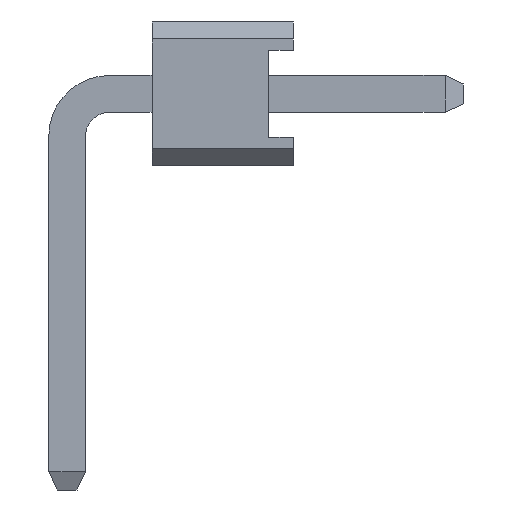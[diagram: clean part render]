
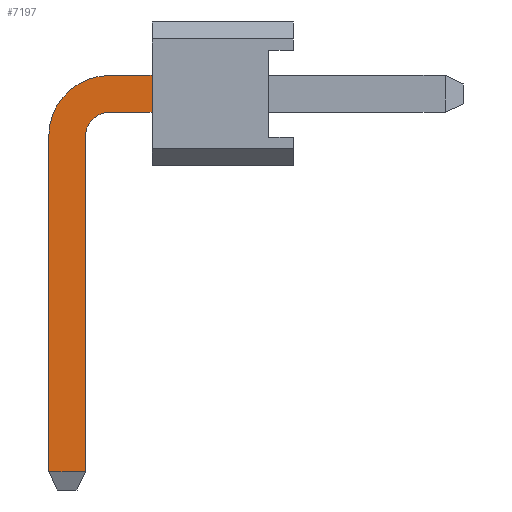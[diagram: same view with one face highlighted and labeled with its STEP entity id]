
A CAD part, left-side view. The second image highlights one B-rep face of the part: STEP entity #7197.
In plain terms, the highlighted planar face has unit normal (-1, 0, 0).
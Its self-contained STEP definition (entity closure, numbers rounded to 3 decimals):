
#884 = CARTESIAN_POINT ( 'NONE',  ( -0.325, 2.5, 0.325 ) ) ;
#885 = CARTESIAN_POINT ( 'NONE',  ( -0.325, 2.5, -0.325 ) ) ;
#886 = DIRECTION ( 'NONE',  ( 0., 0., 1. ) ) ;
#887 = VECTOR ( 'NONE', #886, 1000. ) ;
#888 = CARTESIAN_POINT ( 'NONE',  ( -0.325, 2.5, -1.27 ) ) ;
#889 = LINE ( 'NONE', #888, #887 ) ;
#2607 = CARTESIAN_POINT ( 'NONE',  ( -0.325, 3.25, -6.678 ) ) ;
#2608 = LINE ( 'NONE', #2607, #2665 ) ;
#2609 = CARTESIAN_POINT ( 'NONE',  ( -0.325, 4.325, -6.678 ) ) ;
#2610 = CARTESIAN_POINT ( 'NONE',  ( -0.325, 4.325, -0.75 ) ) ;
#2611 = DIRECTION ( 'NONE',  ( 0., 0., -1. ) ) ;
#2612 = VECTOR ( 'NONE', #2611, 1000. ) ;
#2613 = CARTESIAN_POINT ( 'NONE',  ( -0.325, 4.325, -0.75 ) ) ;
#2614 = DIRECTION ( 'NONE',  ( 0., 0., -1. ) ) ;
#2615 = DIRECTION ( 'NONE',  ( 1., 0., 0. ) ) ;
#2616 = CARTESIAN_POINT ( 'NONE',  ( -0.325, 3.25, 0.325 ) ) ;
#2617 = LINE ( 'NONE', #2613, #2612 ) ;
#2618 = AXIS2_PLACEMENT_3D ( 'NONE', #2616, #2615, #2614 ) ;
#2619 = PLANE ( 'NONE',  #2618 ) ;
#2620 = FACE_OUTER_BOUND ( 'NONE', #7198, .T. ) ;
#2664 = DIRECTION ( 'NONE',  ( 0., -1., 0. ) ) ;
#2665 = VECTOR ( 'NONE', #2664, 1000. ) ;
#2806 = CARTESIAN_POINT ( 'NONE',  ( -0.325, 3.675, -6.678 ) ) ;
#2826 = CARTESIAN_POINT ( 'NONE',  ( -0.325, 3.25, 0.325 ) ) ;
#2827 = DIRECTION ( 'NONE',  ( 0., -1., 0. ) ) ;
#2828 = VECTOR ( 'NONE', #2827, 1000. ) ;
#2829 = CARTESIAN_POINT ( 'NONE',  ( -0.325, 3.25, 0.325 ) ) ;
#2830 = LINE ( 'NONE', #2829, #2828 ) ;
#2831 = DIRECTION ( 'NONE',  ( 0., -1., 0. ) ) ;
#2832 = VECTOR ( 'NONE', #2831, 1000. ) ;
#2833 = CARTESIAN_POINT ( 'NONE',  ( -0.325, 3.25, -0.325 ) ) ;
#2834 = LINE ( 'NONE', #2833, #2832 ) ;
#2835 = CARTESIAN_POINT ( 'NONE',  ( -0.325, 3.25, -0.325 ) ) ;
#2836 = DIRECTION ( 'NONE',  ( 0., 0., 1. ) ) ;
#2837 = DIRECTION ( 'NONE',  ( -1., 0., 0. ) ) ;
#2838 = CARTESIAN_POINT ( 'NONE',  ( -0.325, 3.25, -0.75 ) ) ;
#2839 = AXIS2_PLACEMENT_3D ( 'NONE', #2838, #2837, #2836 ) ;
#2840 = CIRCLE ( 'NONE', #2839, 0.425 ) ;
#2841 = CARTESIAN_POINT ( 'NONE',  ( -0.325, 3.675, -0.75 ) ) ;
#2842 = DIRECTION ( 'NONE',  ( 0., 0., -1. ) ) ;
#2843 = VECTOR ( 'NONE', #2842, 1000. ) ;
#2844 = CARTESIAN_POINT ( 'NONE',  ( -0.325, 3.675, -0.75 ) ) ;
#2845 = LINE ( 'NONE', #2844, #2843 ) ;
#3015 = DIRECTION ( 'NONE',  ( 0., 0., 1. ) ) ;
#3016 = DIRECTION ( 'NONE',  ( -1., 0., 0. ) ) ;
#3017 = AXIS2_PLACEMENT_3D ( 'NONE', #3024, #3016, #3015 ) ;
#3018 = CIRCLE ( 'NONE', #3017, 1.075 ) ;
#3024 = CARTESIAN_POINT ( 'NONE',  ( -0.325, 3.25, -0.75 ) ) ;
#6726 = EDGE_CURVE ( 'NONE', #6727, #6728, #889, .T. ) ;
#6727 = VERTEX_POINT ( 'NONE', #885 ) ;
#6728 = VERTEX_POINT ( 'NONE', #884 ) ;
#7197 = ADVANCED_FACE ( 'NONE', ( #2620 ), #2619, .F. ) ;
#7198 = EDGE_LOOP ( 'NONE', ( #7199, #7203, #7282, #7288, #7291, #7293, #7294, #7410 ) ) ;
#7199 = ORIENTED_EDGE ( 'NONE', *, *, #7200, .T. ) ;
#7200 = EDGE_CURVE ( 'NONE', #7201, #7202, #2617, .T. ) ;
#7201 = VERTEX_POINT ( 'NONE', #2610 ) ;
#7202 = VERTEX_POINT ( 'NONE', #2609 ) ;
#7203 = ORIENTED_EDGE ( 'NONE', *, *, #7204, .T. ) ;
#7204 = EDGE_CURVE ( 'NONE', #7202, #7281, #2608, .T. ) ;
#7281 = VERTEX_POINT ( 'NONE', #2806 ) ;
#7282 = ORIENTED_EDGE ( 'NONE', *, *, #7286, .F. ) ;
#7286 = EDGE_CURVE ( 'NONE', #7287, #7281, #2845, .T. ) ;
#7287 = VERTEX_POINT ( 'NONE', #2841 ) ;
#7288 = ORIENTED_EDGE ( 'NONE', *, *, #7289, .F. ) ;
#7289 = EDGE_CURVE ( 'NONE', #7290, #7287, #2840, .T. ) ;
#7290 = VERTEX_POINT ( 'NONE', #2835 ) ;
#7291 = ORIENTED_EDGE ( 'NONE', *, *, #7292, .T. ) ;
#7292 = EDGE_CURVE ( 'NONE', #7290, #6727, #2834, .T. ) ;
#7293 = ORIENTED_EDGE ( 'NONE', *, *, #6726, .T. ) ;
#7294 = ORIENTED_EDGE ( 'NONE', *, *, #7295, .F. ) ;
#7295 = EDGE_CURVE ( 'NONE', #7296, #6728, #2830, .T. ) ;
#7296 = VERTEX_POINT ( 'NONE', #2826 ) ;
#7410 = ORIENTED_EDGE ( 'NONE', *, *, #7411, .T. ) ;
#7411 = EDGE_CURVE ( 'NONE', #7296, #7201, #3018, .T. ) ;
